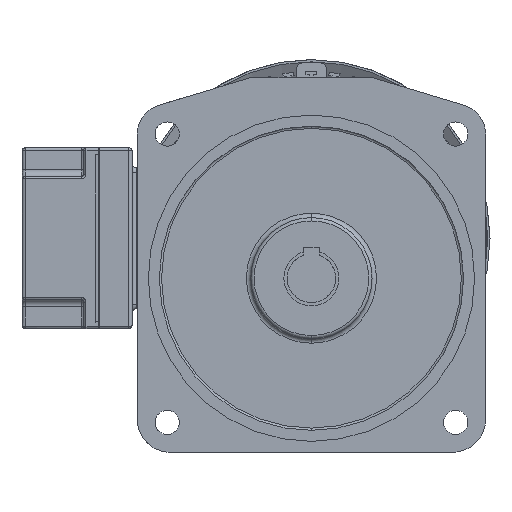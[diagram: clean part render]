
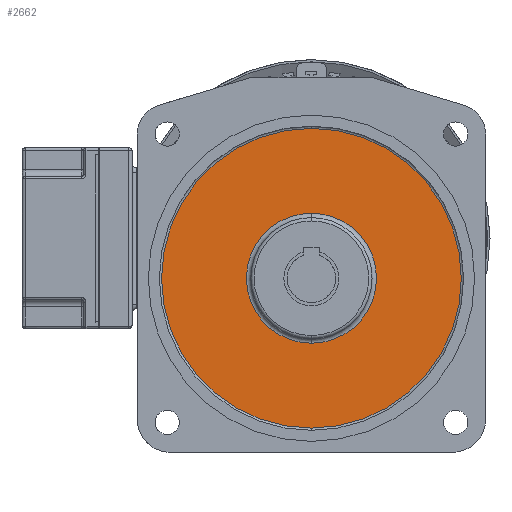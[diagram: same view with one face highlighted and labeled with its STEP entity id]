
A CAD part, front view. The second image highlights one B-rep face of the part: STEP entity #2662.
In plain terms, the highlighted planar face has unit normal (0, -1, 0).
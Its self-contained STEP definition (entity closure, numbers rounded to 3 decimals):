
#903=CARTESIAN_POINT('',(0.,2.,-18.17));
#904=DIRECTION('',(0.,1.,0.));
#905=DIRECTION('',(0.,0.,1.));
#906=AXIS2_PLACEMENT_3D('',#903,#904,#905);
#908=CARTESIAN_POINT('',(0.,2.,-18.17));
#909=DIRECTION('',(0.,1.,0.));
#910=DIRECTION('',(0.,0.,-1.));
#911=AXIS2_PLACEMENT_3D('',#908,#909,#910);
#913=CARTESIAN_POINT('',(0.,2.,-18.17));
#914=DIRECTION('',(0.,-1.,0.));
#915=DIRECTION('',(0.,0.,1.));
#916=AXIS2_PLACEMENT_3D('',#913,#914,#915);
#918=CARTESIAN_POINT('',(0.,2.,-18.17));
#919=DIRECTION('',(0.,-1.,0.));
#920=DIRECTION('',(0.,0.,-1.));
#921=AXIS2_PLACEMENT_3D('',#918,#919,#920);
#1196=CARTESIAN_POINT('',(0.,2.,-86.17));
#1197=CARTESIAN_POINT('',(0.,2.,49.83));
#1198=VERTEX_POINT('',#1196);
#1199=VERTEX_POINT('',#1197);
#1204=CARTESIAN_POINT('',(0.,2.,11.33));
#1205=CARTESIAN_POINT('',(0.,2.,-47.67));
#1206=VERTEX_POINT('',#1204);
#1207=VERTEX_POINT('',#1205);
#2646=CARTESIAN_POINT('',(0.,2.,0.));
#2647=DIRECTION('',(0.,-1.,0.));
#2648=DIRECTION('',(0.,0.,-1.));
#2649=AXIS2_PLACEMENT_3D('',#2646,#2647,#2648);
#2650=PLANE('',#2649);
#2652=ORIENTED_EDGE('',*,*,#2651,.T.);
#2653=ORIENTED_EDGE('',*,*,#2636,.T.);
#2654=EDGE_LOOP('',(#2652,#2653));
#2655=FACE_OUTER_BOUND('',#2654,.F.);
#2657=ORIENTED_EDGE('',*,*,#2656,.T.);
#2659=ORIENTED_EDGE('',*,*,#2658,.T.);
#2660=EDGE_LOOP('',(#2657,#2659));
#2661=FACE_BOUND('',#2660,.F.);
#907=CIRCLE('',#906,68.);
#912=CIRCLE('',#911,68.);
#917=CIRCLE('',#916,29.5);
#922=CIRCLE('',#921,29.5);
#2636=EDGE_CURVE('',#1198,#1199,#912,.T.);
#2651=EDGE_CURVE('',#1199,#1198,#907,.T.);
#2656=EDGE_CURVE('',#1206,#1207,#917,.T.);
#2658=EDGE_CURVE('',#1207,#1206,#922,.T.);
#2662=ADVANCED_FACE('',(#2655,#2661),#2650,.T.);
